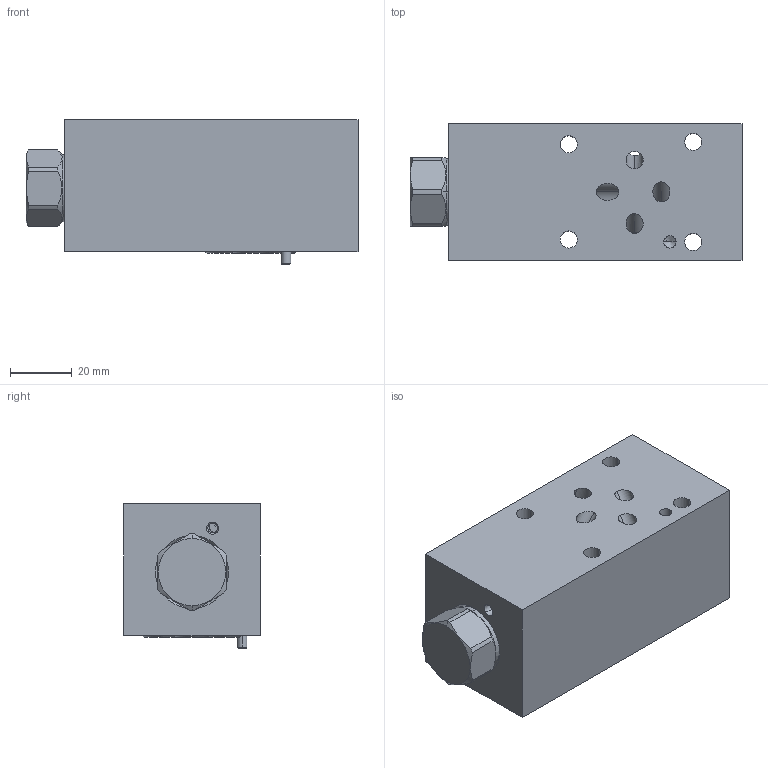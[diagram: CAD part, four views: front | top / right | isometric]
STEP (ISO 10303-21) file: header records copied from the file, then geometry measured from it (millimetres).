
FILE_DESCRIPTION((''),'2;1');
FILE_NAME('Z6F_ASM','2021-06-03T',('ProEService'),(''),'PRO/ENGINEER BY PARAMETRIC TECHNOLOGY CORPORATION, 2014200','PRO/ENGINEER BY PARAMETRIC TECHNOLOGY CORPORATION, 2014200','');
FILE_SCHEMA(('CONFIG_CONTROL_DESIGN'));
Length unit declared in the file: inch
Products named in the file (6): 154-001; 850-004-156; CKCBXCN; 811-001-006; 500-001-012; Z6F_ASM
Assembly tree (8 placements, depth 2):
  Z6F_ASM
    154-001
    850-004-156
    CKCBXCN
    811-001-006
    500-001-012  x4
Bounding box: 107.92 x 44.45 x 47.04 mm (x, y, z)
Volume: 167835.1 mm3; surface area: 40281.3 mm2
Topology: 10 solids, 12 shells, 362 faces, 1136 edges, 947 vertices
Faces by surface type: cylinder 163, cone 76, plane 58, torus 30, revolution 26, sphere 9
Entity records: 14840 total; most frequent: CARTESIAN_POINT 5097, DIRECTION 2086, ORIENTED_EDGE 1628, EDGE_CURVE 814, AXIS2_PLACEMENT_3D 761, VECTOR 550, LINE 550, VERTEX_POINT 505
